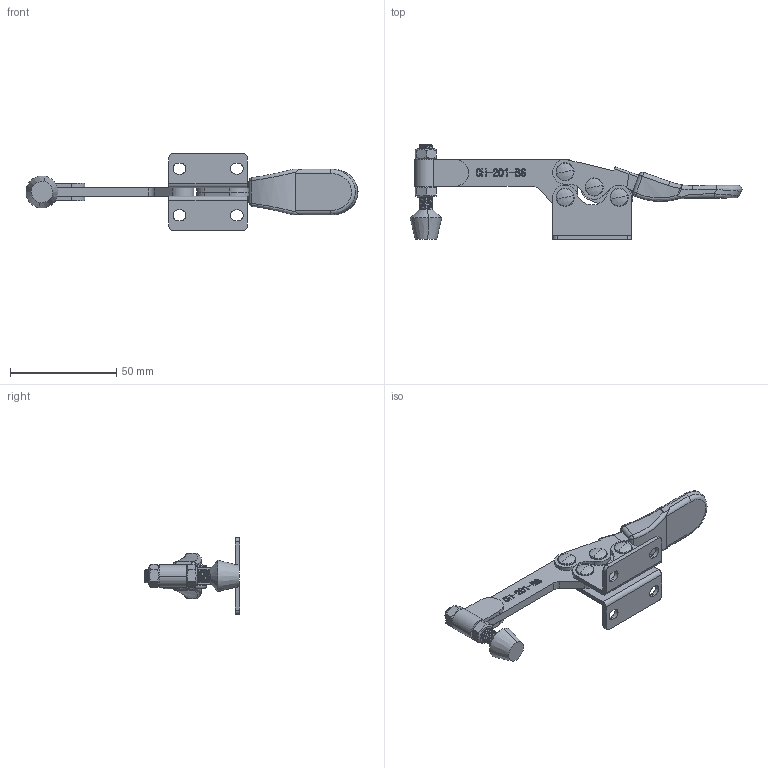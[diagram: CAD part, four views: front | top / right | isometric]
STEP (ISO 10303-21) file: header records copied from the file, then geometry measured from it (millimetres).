
FILE_DESCRIPTION (( 'STEP AP203' ), '1' );
FILE_NAME ('CH-201-BS.STEP', '2010-06-03T09:04:52', ( '·L?¥Î?' ), ( '·L?¤¤?' ), 'SwSTEP 2.0', 'SolidWorks 2005179', '' );
FILE_SCHEMA (( 'CONFIG_CONTROL_DESIGN' ));
Length unit declared in the file: millimetre
Products named in the file (11): 201-B-01_??; 201-B_??; CH-201-BS; 201-BS-02_??; 14134_??; 14134-02_??; BR-142_??; 201-B-03_??; 201-B-05_??; 201-B-04_??; 201-B-06_??
Assembly tree (15 placements, depth 3):
  CH-201-BS
    14134-02_??  x2
    201-B-04_??  x2
    201-BS-02_??
    201-B-06_??  x4
    14134_??
    BR-142_??
    201-B_??
      201-B-05_??
      201-B-03_??
    201-B-01_??
Bounding box: 156.01 x 44.68 x 36 mm (x, y, z)
Volume: 22714.8 mm3; surface area: 24181.8 mm2
Topology: 15 solids, 17 shells, 770 faces, 2034 edges, 1324 vertices
Faces by surface type: plane 261, cylinder 217, bspline 215, torus 34, cone 33, sphere 10
Entity records: 48216 total; most frequent: CARTESIAN_POINT 31956, ORIENTED_EDGE 3576, DIRECTION 2361, EDGE_CURVE 1788, VERTEX_POINT 1176, VECTOR 915, LINE 915, EDGE_LOOP 730
